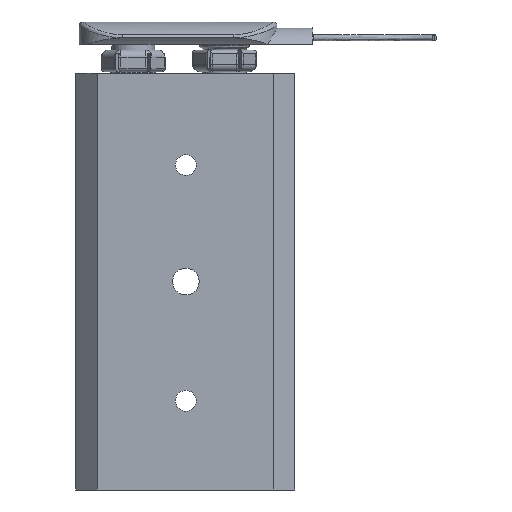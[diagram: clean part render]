
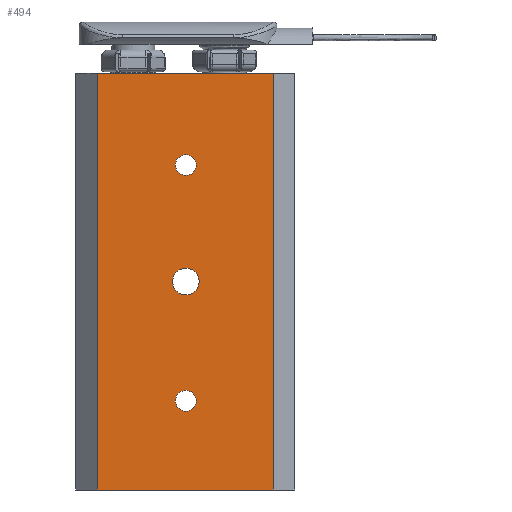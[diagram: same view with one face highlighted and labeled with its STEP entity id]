
A CAD part, front view. The second image highlights one B-rep face of the part: STEP entity #494.
In plain terms, the highlighted planar face has unit normal (0, -1, 0).
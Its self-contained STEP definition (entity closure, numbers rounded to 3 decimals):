
#347=CARTESIAN_POINT('',(-0.178,-14.25,14.25));
#348=VERTEX_POINT('',#347);
#349=CARTESIAN_POINT('',(-0.178,-14.25,15.7));
#350=DIRECTION('',(0.0,1.0,0.0));
#351=DIRECTION('',(0.0,0.0,1.0));
#352=AXIS2_PLACEMENT_3D('',#349,#350,#351);
#353=CIRCLE('',#352,1.45);
#354=EDGE_CURVE('',#348,#348,#353,.T.);
#375=CARTESIAN_POINT('',(-0.178,-14.25,-18.55));
#376=VERTEX_POINT('',#375);
#377=CARTESIAN_POINT('',(-0.178,-14.25,-17.1));
#378=DIRECTION('',(0.0,1.0,0.0));
#379=DIRECTION('',(0.0,0.0,1.0));
#380=AXIS2_PLACEMENT_3D('',#377,#378,#379);
#381=CIRCLE('',#380,1.45);
#382=EDGE_CURVE('',#376,#376,#381,.T.);
#403=CARTESIAN_POINT('',(-0.178,-14.25,-2.35));
#404=VERTEX_POINT('',#403);
#405=CARTESIAN_POINT('',(-0.178,-14.25,-0.5));
#406=DIRECTION('',(0.0,1.0,0.0));
#407=DIRECTION('',(0.0,0.0,1.0));
#408=AXIS2_PLACEMENT_3D('',#405,#406,#407);
#409=CIRCLE('',#408,1.85);
#410=EDGE_CURVE('',#404,#404,#409,.T.);
#422=CARTESIAN_POINT('',(12.,-14.25,28.5));
#423=VERTEX_POINT('',#422);
#430=CARTESIAN_POINT('',(12.,-14.25,-29.5));
#431=VERTEX_POINT('',#430);
#432=CARTESIAN_POINT('',(12.,-14.25,28.5));
#433=DIRECTION('',(0.0,0.0,-1.0));
#434=VECTOR('',#433,58.);
#435=LINE('',#432,#434);
#436=EDGE_CURVE('',#423,#431,#435,.T.);
#455=CARTESIAN_POINT('',(33.5,-14.25,-29.5));
#456=DIRECTION('',(0.0,-1.0,0.0));
#457=DIRECTION('',(0.0,0.0,-1.0));
#458=AXIS2_PLACEMENT_3D('',#455,#456,#457);
#459=PLANE('',#458);
#460=ORIENTED_EDGE('',*,*,#436,.F.);
#461=CARTESIAN_POINT('',(-12.5,-14.25,28.5));
#462=VERTEX_POINT('',#461);
#463=CARTESIAN_POINT('',(12.,-14.25,28.5));
#464=DIRECTION('',(-1.0,0.0,0.0));
#465=VECTOR('',#464,24.5);
#466=LINE('',#463,#465);
#467=EDGE_CURVE('',#423,#462,#466,.T.);
#468=ORIENTED_EDGE('',*,*,#467,.T.);
#469=CARTESIAN_POINT('',(-12.5,-14.25,-29.5));
#470=VERTEX_POINT('',#469);
#471=CARTESIAN_POINT('',(-12.5,-14.25,-29.5));
#472=DIRECTION('',(0.0,0.0,1.0));
#473=VECTOR('',#472,58.);
#474=LINE('',#471,#473);
#475=EDGE_CURVE('',#470,#462,#474,.T.);
#476=ORIENTED_EDGE('',*,*,#475,.F.);
#477=CARTESIAN_POINT('',(-12.5,-14.25,-29.5));
#478=DIRECTION('',(1.0,0.0,0.0));
#479=VECTOR('',#478,24.5);
#480=LINE('',#477,#479);
#481=EDGE_CURVE('',#470,#431,#480,.T.);
#482=ORIENTED_EDGE('',*,*,#481,.T.);
#483=EDGE_LOOP('',(#460,#468,#476,#482));
#484=FACE_OUTER_BOUND('',#483,.T.);
#485=ORIENTED_EDGE('',*,*,#410,.T.);
#486=EDGE_LOOP('',(#485));
#487=FACE_BOUND('',#486,.T.);
#488=ORIENTED_EDGE('',*,*,#382,.T.);
#489=EDGE_LOOP('',(#488));
#490=FACE_BOUND('',#489,.T.);
#491=ORIENTED_EDGE('',*,*,#354,.T.);
#492=EDGE_LOOP('',(#491));
#493=FACE_BOUND('',#492,.T.);
#494=ADVANCED_FACE('',(#484,#487,#490,#493),#459,.T.);
